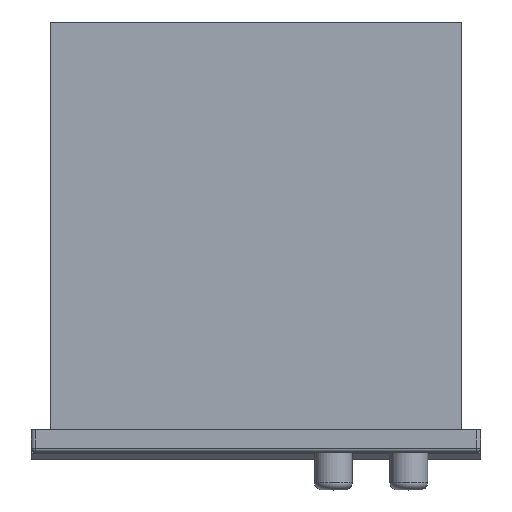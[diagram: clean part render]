
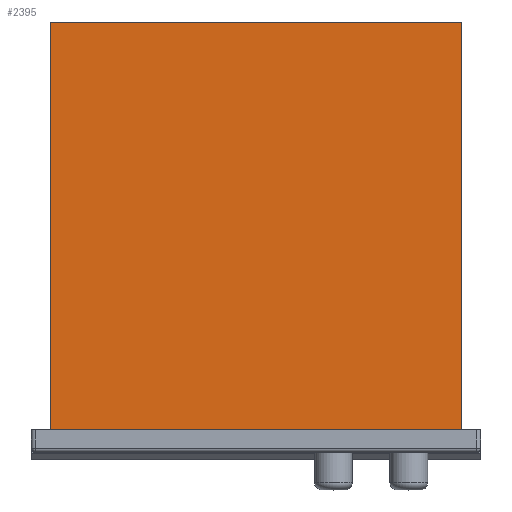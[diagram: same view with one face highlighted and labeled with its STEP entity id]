
A CAD part, top view. The second image highlights one B-rep face of the part: STEP entity #2395.
In plain terms, the highlighted planar face has unit normal (0, 0, 1).
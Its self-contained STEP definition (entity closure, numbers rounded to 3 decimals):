
#688 = PLANE('',#689);
#689 = AXIS2_PLACEMENT_3D('',#690,#691,#692);
#690 = CARTESIAN_POINT('',(297.5,0.,297.5));
#691 = DIRECTION('',(0.,-1.,0.));
#692 = DIRECTION('',(0.,0.,-1.));
#1580 = VERTEX_POINT('',#1581);
#1581 = CARTESIAN_POINT('',(25.,0.,565.));
#1595 = PLANE('',#1596);
#1596 = AXIS2_PLACEMENT_3D('',#1597,#1598,#1599);
#1597 = CARTESIAN_POINT('',(25.,0.,565.));
#1598 = DIRECTION('',(-1.,0.,0.));
#1599 = DIRECTION('',(0.,0.,-1.));
#1607 = EDGE_CURVE('',#1608,#1580,#1610,.T.);
#1608 = VERTEX_POINT('',#1609);
#1609 = CARTESIAN_POINT('',(570.,0.,565.));
#1610 = SURFACE_CURVE('',#1611,(#1615,#1622),.PCURVE_S1.);
#1611 = LINE('',#1612,#1613);
#1612 = CARTESIAN_POINT('',(570.,0.,565.));
#1613 = VECTOR('',#1614,1.);
#1614 = DIRECTION('',(-1.,-0.,0.));
#1615 = PCURVE('',#688,#1616);
#1616 = DEFINITIONAL_REPRESENTATION('',(#1617),#1621);
#1617 = LINE('',#1618,#1619);
#1618 = CARTESIAN_POINT('',(-267.5,272.5));
#1619 = VECTOR('',#1620,1.);
#1620 = DIRECTION('',(0.,-1.));
#1621 = ( GEOMETRIC_REPRESENTATION_CONTEXT(2) 
PARAMETRIC_REPRESENTATION_CONTEXT() REPRESENTATION_CONTEXT('2D SPACE',''
  ) );
#1622 = PCURVE('',#1623,#1628);
#1623 = PLANE('',#1624);
#1624 = AXIS2_PLACEMENT_3D('',#1625,#1626,#1627);
#1625 = CARTESIAN_POINT('',(570.,0.,565.));
#1626 = DIRECTION('',(0.,0.,1.));
#1627 = DIRECTION('',(-1.,0.,0.));
#1628 = DEFINITIONAL_REPRESENTATION('',(#1629),#1633);
#1629 = LINE('',#1630,#1631);
#1630 = CARTESIAN_POINT('',(0.,0.));
#1631 = VECTOR('',#1632,1.);
#1632 = DIRECTION('',(1.,0.));
#1633 = ( GEOMETRIC_REPRESENTATION_CONTEXT(2) 
PARAMETRIC_REPRESENTATION_CONTEXT() REPRESENTATION_CONTEXT('2D SPACE',''
  ) );
#1649 = PLANE('',#1650);
#1650 = AXIS2_PLACEMENT_3D('',#1651,#1652,#1653);
#1651 = CARTESIAN_POINT('',(570.,0.,25.));
#1652 = DIRECTION('',(1.,0.,0.));
#1653 = DIRECTION('',(0.,0.,1.));
#2313 = PLANE('',#2314);
#2314 = AXIS2_PLACEMENT_3D('',#2315,#2316,#2317);
#2315 = CARTESIAN_POINT('',(297.5,540.,295.));
#2316 = DIRECTION('',(0.,-1.,0.));
#2317 = DIRECTION('',(0.,0.,-1.));
#2352 = VERTEX_POINT('',#2353);
#2353 = CARTESIAN_POINT('',(570.,540.,565.));
#2374 = EDGE_CURVE('',#1608,#2352,#2375,.T.);
#2375 = SURFACE_CURVE('',#2376,(#2380,#2387),.PCURVE_S1.);
#2376 = LINE('',#2377,#2378);
#2377 = CARTESIAN_POINT('',(570.,0.,565.));
#2378 = VECTOR('',#2379,1.);
#2379 = DIRECTION('',(0.,1.,0.));
#2380 = PCURVE('',#1649,#2381);
#2381 = DEFINITIONAL_REPRESENTATION('',(#2382),#2386);
#2382 = LINE('',#2383,#2384);
#2383 = CARTESIAN_POINT('',(540.,0.));
#2384 = VECTOR('',#2385,1.);
#2385 = DIRECTION('',(0.,-1.));
#2386 = ( GEOMETRIC_REPRESENTATION_CONTEXT(2) 
PARAMETRIC_REPRESENTATION_CONTEXT() REPRESENTATION_CONTEXT('2D SPACE',''
  ) );
#2387 = PCURVE('',#1623,#2388);
#2388 = DEFINITIONAL_REPRESENTATION('',(#2389),#2393);
#2389 = LINE('',#2390,#2391);
#2390 = CARTESIAN_POINT('',(0.,0.));
#2391 = VECTOR('',#2392,1.);
#2392 = DIRECTION('',(0.,-1.));
#2393 = ( GEOMETRIC_REPRESENTATION_CONTEXT(2) 
PARAMETRIC_REPRESENTATION_CONTEXT() REPRESENTATION_CONTEXT('2D SPACE',''
  ) );
#2395 = ADVANCED_FACE('',(#2396),#1623,.T.);
#2396 = FACE_BOUND('',#2397,.T.);
#2397 = EDGE_LOOP('',(#2398,#2399,#2422,#2443));
#2398 = ORIENTED_EDGE('',*,*,#2374,.T.);
#2399 = ORIENTED_EDGE('',*,*,#2400,.T.);
#2400 = EDGE_CURVE('',#2352,#2401,#2403,.T.);
#2401 = VERTEX_POINT('',#2402);
#2402 = CARTESIAN_POINT('',(25.,540.,565.));
#2403 = SURFACE_CURVE('',#2404,(#2408,#2415),.PCURVE_S1.);
#2404 = LINE('',#2405,#2406);
#2405 = CARTESIAN_POINT('',(570.,540.,565.));
#2406 = VECTOR('',#2407,1.);
#2407 = DIRECTION('',(-1.,-0.,0.));
#2408 = PCURVE('',#1623,#2409);
#2409 = DEFINITIONAL_REPRESENTATION('',(#2410),#2414);
#2410 = LINE('',#2411,#2412);
#2411 = CARTESIAN_POINT('',(0.,-540.));
#2412 = VECTOR('',#2413,1.);
#2413 = DIRECTION('',(1.,0.));
#2414 = ( GEOMETRIC_REPRESENTATION_CONTEXT(2) 
PARAMETRIC_REPRESENTATION_CONTEXT() REPRESENTATION_CONTEXT('2D SPACE',''
  ) );
#2415 = PCURVE('',#2313,#2416);
#2416 = DEFINITIONAL_REPRESENTATION('',(#2417),#2421);
#2417 = LINE('',#2418,#2419);
#2418 = CARTESIAN_POINT('',(-270.,272.5));
#2419 = VECTOR('',#2420,1.);
#2420 = DIRECTION('',(0.,-1.));
#2421 = ( GEOMETRIC_REPRESENTATION_CONTEXT(2) 
PARAMETRIC_REPRESENTATION_CONTEXT() REPRESENTATION_CONTEXT('2D SPACE',''
  ) );
#2422 = ORIENTED_EDGE('',*,*,#2423,.F.);
#2423 = EDGE_CURVE('',#1580,#2401,#2424,.T.);
#2424 = SURFACE_CURVE('',#2425,(#2429,#2436),.PCURVE_S1.);
#2425 = LINE('',#2426,#2427);
#2426 = CARTESIAN_POINT('',(25.,0.,565.));
#2427 = VECTOR('',#2428,1.);
#2428 = DIRECTION('',(0.,1.,0.));
#2429 = PCURVE('',#1623,#2430);
#2430 = DEFINITIONAL_REPRESENTATION('',(#2431),#2435);
#2431 = LINE('',#2432,#2433);
#2432 = CARTESIAN_POINT('',(545.,0.));
#2433 = VECTOR('',#2434,1.);
#2434 = DIRECTION('',(0.,-1.));
#2435 = ( GEOMETRIC_REPRESENTATION_CONTEXT(2) 
PARAMETRIC_REPRESENTATION_CONTEXT() REPRESENTATION_CONTEXT('2D SPACE',''
  ) );
#2436 = PCURVE('',#1595,#2437);
#2437 = DEFINITIONAL_REPRESENTATION('',(#2438),#2442);
#2438 = LINE('',#2439,#2440);
#2439 = CARTESIAN_POINT('',(0.,0.));
#2440 = VECTOR('',#2441,1.);
#2441 = DIRECTION('',(0.,-1.));
#2442 = ( GEOMETRIC_REPRESENTATION_CONTEXT(2) 
PARAMETRIC_REPRESENTATION_CONTEXT() REPRESENTATION_CONTEXT('2D SPACE',''
  ) );
#2443 = ORIENTED_EDGE('',*,*,#1607,.F.);
